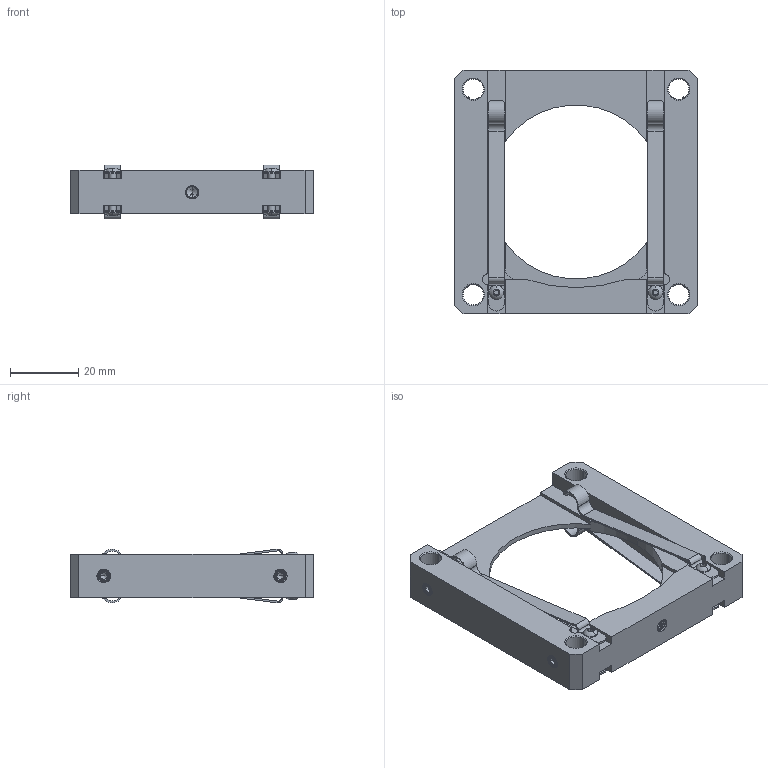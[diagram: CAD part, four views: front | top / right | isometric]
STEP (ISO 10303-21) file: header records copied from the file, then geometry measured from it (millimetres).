
FILE_DESCRIPTION((''),'2;1');
FILE_NAME('CFM60_ASM','2025-04-21T15:23:46',('R&D'),(''),'CREO PARAMETRIC BY PTC INC, 2021063','CREO PARAMETRIC BY PTC INC, 2021063','');
FILE_SCHEMA(('CONFIG_CONTROL_DESIGN'));
Products named in the file (15): CFM60-A2; CFM60-A3; CFM60-A4; CFM60-A5; CFM60-A6; CFM60-A7; CFM60-A8; CFM60-A9; CFM60-B1; CFM60-B2; CFM60-B3; CFM60-B4; CFM60-B5; CFM60-A1_ASM; CFM60_ASM
Assembly tree (14 placements, depth 3):
  CFM60_ASM
    CFM60-A1_ASM
      CFM60-A2
      CFM60-A3
      CFM60-A4
      CFM60-A5
      CFM60-A6
      CFM60-A7
      CFM60-A8
      CFM60-A9
      CFM60-B1
      CFM60-B2
      CFM60-B3
      CFM60-B4
      CFM60-B5
Bounding box: 71.12 x 71.12 x 15.75 mm (x, y, z)
Volume: 24464.2 mm3; surface area: 16208.5 mm2
Topology: 13 solids, 13 shells, 788 faces, 2166 edges, 1385 vertices
Faces by surface type: cylinder 311, plane 198, bspline 176, cone 87, torus 8, sphere 8
Entity records: 75672 total; most frequent: CARTESIAN_POINT 57343, ORIENTED_EDGE 4280, DIRECTION 2957, EDGE_CURVE 2140, VERTEX_POINT 1385, AXIS2_PLACEMENT_3D 1048, B_SPLINE_CURVE_WITH_KNOTS 885, VECTOR 861
